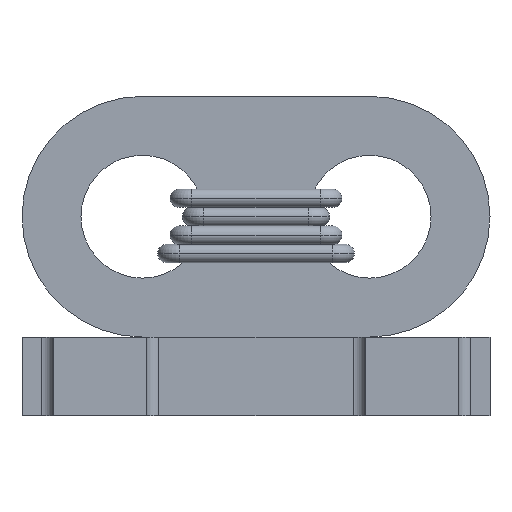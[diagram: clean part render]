
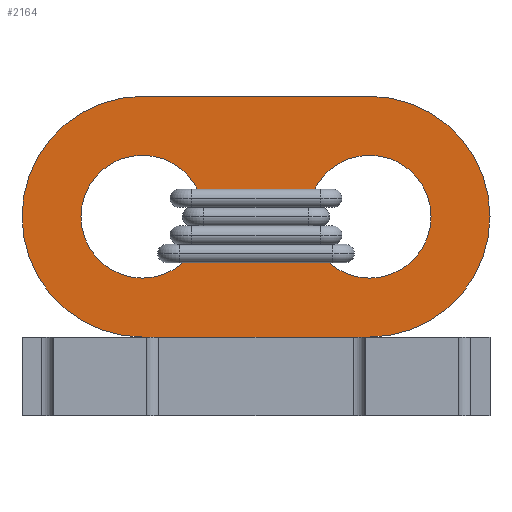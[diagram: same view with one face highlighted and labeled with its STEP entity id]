
A CAD part, front view. The second image highlights one B-rep face of the part: STEP entity #2164.
In plain terms, the highlighted planar face has unit normal (0, -1, 0).
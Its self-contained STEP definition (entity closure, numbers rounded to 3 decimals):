
#1890=CARTESIAN_POINT('',(-1.425,-1.095,1.62));
#1891=VERTEX_POINT('',#1890);
#1900=CARTESIAN_POINT('',(-0.425,-1.095,1.62));
#1901=VERTEX_POINT('',#1900);
#1902=CARTESIAN_POINT('',(-0.925,-1.095,1.62));
#1903=DIRECTION('',(0.0,1.0,0.0));
#1904=DIRECTION('',(-1.0,0.0,0.0));
#1905=AXIS2_PLACEMENT_3D('',#1902,#1903,#1904);
#1906=CIRCLE('',#1905,0.5);
#1907=EDGE_CURVE('',#1901,#1891,#1906,.T.);
#1932=CARTESIAN_POINT('',(0.425,-1.095,1.62));
#1933=VERTEX_POINT('',#1932);
#1942=CARTESIAN_POINT('',(1.425,-1.095,1.62));
#1943=VERTEX_POINT('',#1942);
#1944=CARTESIAN_POINT('',(0.925,-1.095,1.62));
#1945=DIRECTION('',(0.0,1.0,0.0));
#1946=DIRECTION('',(-1.0,0.0,0.0));
#1947=AXIS2_PLACEMENT_3D('',#1944,#1945,#1946);
#1948=CIRCLE('',#1947,0.5);
#1949=EDGE_CURVE('',#1943,#1933,#1948,.T.);
#1983=CARTESIAN_POINT('',(0.925,-1.095,1.62));
#1984=DIRECTION('',(0.0,1.0,0.0));
#1985=DIRECTION('',(-1.0,0.0,0.0));
#1986=AXIS2_PLACEMENT_3D('',#1983,#1984,#1985);
#1987=CIRCLE('',#1986,0.5);
#1988=EDGE_CURVE('',#1933,#1943,#1987,.T.);
#2007=CARTESIAN_POINT('',(-0.925,-1.095,1.62));
#2008=DIRECTION('',(0.0,1.0,0.0));
#2009=DIRECTION('',(-1.0,0.0,0.0));
#2010=AXIS2_PLACEMENT_3D('',#2007,#2008,#2009);
#2011=CIRCLE('',#2010,0.5);
#2012=EDGE_CURVE('',#1891,#1901,#2011,.T.);
#2032=CARTESIAN_POINT('',(0.925,-1.095,0.64));
#2033=VERTEX_POINT('',#2032);
#2040=CARTESIAN_POINT('',(-0.925,-1.095,0.64));
#2041=VERTEX_POINT('',#2040);
#2042=CARTESIAN_POINT('',(0.925,-1.095,0.64));
#2043=DIRECTION('',(-1.0,0.0,0.0));
#2044=VECTOR('',#2043,1.85);
#2045=LINE('',#2042,#2044);
#2046=EDGE_CURVE('',#2033,#2041,#2045,.T.);
#2071=CARTESIAN_POINT('',(0.925,-1.095,2.6));
#2072=VERTEX_POINT('',#2071);
#2079=CARTESIAN_POINT('',(0.925,-1.095,1.62));
#2080=DIRECTION('',(0.0,1.0,0.0));
#2081=DIRECTION('',(1.0,0.0,0.0));
#2082=AXIS2_PLACEMENT_3D('',#2079,#2080,#2081);
#2083=CIRCLE('',#2082,0.98);
#2084=EDGE_CURVE('',#2072,#2033,#2083,.T.);
#2103=CARTESIAN_POINT('',(-0.925,-1.095,2.6));
#2104=VERTEX_POINT('',#2103);
#2111=CARTESIAN_POINT('',(-0.925,-1.095,2.6));
#2112=DIRECTION('',(1.0,0.0,0.0));
#2113=VECTOR('',#2112,1.85);
#2114=LINE('',#2111,#2113);
#2115=EDGE_CURVE('',#2104,#2072,#2114,.T.);
#2134=CARTESIAN_POINT('',(-0.925,-1.095,1.62));
#2135=DIRECTION('',(0.0,1.0,0.0));
#2136=DIRECTION('',(-1.0,0.0,0.0));
#2137=AXIS2_PLACEMENT_3D('',#2134,#2135,#2136);
#2138=CIRCLE('',#2137,0.98);
#2139=EDGE_CURVE('',#2041,#2104,#2138,.T.);
#2145=CARTESIAN_POINT('',(0.,-1.095,1.62));
#2146=DIRECTION('',(0.0,1.0,0.0));
#2147=DIRECTION('',(0.0,0.0,-1.0));
#2148=AXIS2_PLACEMENT_3D('',#2145,#2146,#2147);
#2149=PLANE('',#2148);
#2150=ORIENTED_EDGE('',*,*,#2139,.F.);
#2151=ORIENTED_EDGE('',*,*,#2046,.F.);
#2152=ORIENTED_EDGE('',*,*,#2084,.F.);
#2153=ORIENTED_EDGE('',*,*,#2115,.F.);
#2154=EDGE_LOOP('',(#2150,#2151,#2152,#2153));
#2155=FACE_OUTER_BOUND('',#2154,.T.);
#2156=ORIENTED_EDGE('',*,*,#1988,.T.);
#2157=ORIENTED_EDGE('',*,*,#1949,.T.);
#2158=EDGE_LOOP('',(#2156,#2157));
#2159=FACE_BOUND('',#2158,.T.);
#2160=ORIENTED_EDGE('',*,*,#2012,.T.);
#2161=ORIENTED_EDGE('',*,*,#1907,.T.);
#2162=EDGE_LOOP('',(#2160,#2161));
#2163=FACE_BOUND('',#2162,.T.);
#2164=ADVANCED_FACE('',(#2155,#2159,#2163),#2149,.F.);
